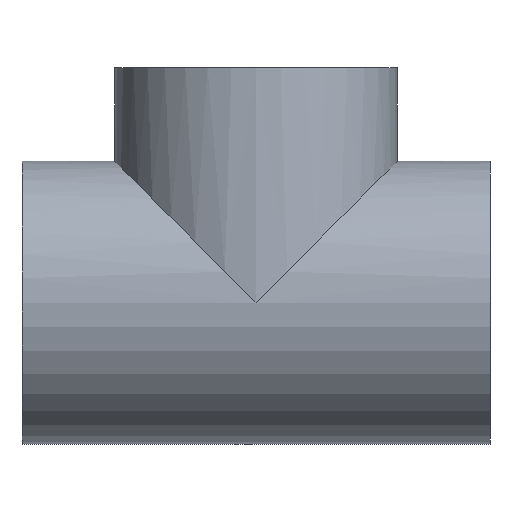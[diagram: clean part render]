
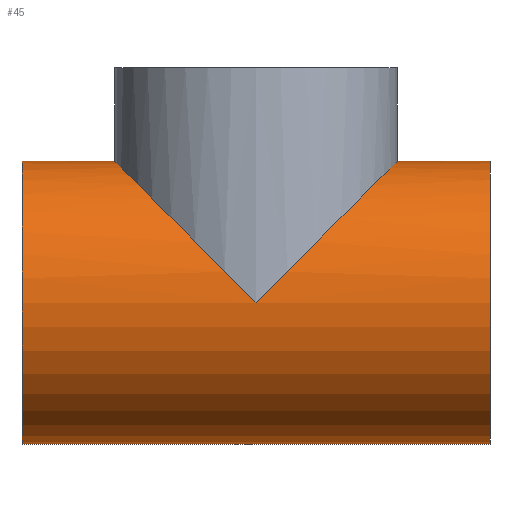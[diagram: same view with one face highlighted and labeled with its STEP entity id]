
A CAD part, front view. The second image highlights one B-rep face of the part: STEP entity #45.
In plain terms, the highlighted cylindrical face has radius 32.5 mm (diameter 65 mm), a full revolution.
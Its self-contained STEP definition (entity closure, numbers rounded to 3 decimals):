
#45 = ADVANCED_FACE( '', ( #97, #98, #99 ), #100, .T. );
#97 = FACE_OUTER_BOUND( '', #158, .T. );
#98 = FACE_OUTER_BOUND( '', #159, .T. );
#99 = FACE_BOUND( '', #160, .T. );
#100 = CYLINDRICAL_SURFACE( '', #161, 32.5 );
#158 = EDGE_LOOP( '', ( #223 ) );
#159 = EDGE_LOOP( '', ( #224 ) );
#160 = EDGE_LOOP( '', ( #225, #226 ) );
#161 = AXIS2_PLACEMENT_3D( '', #227, #228, #229 );
#223 = ORIENTED_EDGE( '', *, *, #281, .T. );
#224 = ORIENTED_EDGE( '', *, *, #288, .F. );
#225 = ORIENTED_EDGE( '', *, *, #285, .F. );
#226 = ORIENTED_EDGE( '', *, *, #284, .F. );
#227 = CARTESIAN_POINT( '', ( 24.5, 0., 0. ) );
#228 = DIRECTION( '', ( 1., 0., 0. ) );
#229 = DIRECTION( '', ( 0., 0., 1. ) );
#281 = EDGE_CURVE( '', #311, #311, #312, .T. );
#284 = EDGE_CURVE( '', #316, #317, #318, .T. );
#285 = EDGE_CURVE( '', #317, #316, #319, .F. );
#288 = EDGE_CURVE( '', #323, #323, #324, .T. );
#311 = VERTEX_POINT( '', #356 );
#312 = CIRCLE( '', #357, 32.5 );
#316 = VERTEX_POINT( '', #361 );
#317 = VERTEX_POINT( '', #362 );
#318 = ELLIPSE( '', #363, 45.962, 32.5 );
#319 = ELLIPSE( '', #364, 45.962, 32.5 );
#323 = VERTEX_POINT( '', #368 );
#324 = CIRCLE( '', #369, 32.5 );
#356 = CARTESIAN_POINT( '', ( -83., 32.5, 0. ) );
#357 = AXIS2_PLACEMENT_3D( '', #401, #402, #403 );
#361 = CARTESIAN_POINT( '', ( -29.25, -32.5, 0. ) );
#362 = CARTESIAN_POINT( '', ( -29.25, 32.5, 0. ) );
#363 = AXIS2_PLACEMENT_3D( '', #407, #408, #409 );
#364 = AXIS2_PLACEMENT_3D( '', #410, #411, #412 );
#368 = CARTESIAN_POINT( '', ( 24.5, 32.5, 0. ) );
#369 = AXIS2_PLACEMENT_3D( '', #416, #417, #418 );
#401 = CARTESIAN_POINT( '', ( -83., 0., 0. ) );
#402 = DIRECTION( '', ( 1., 0., 0. ) );
#403 = DIRECTION( '', ( 0., 1., 0. ) );
#407 = CARTESIAN_POINT( '', ( -29.25, 0., 0. ) );
#408 = DIRECTION( '', ( -0.707, 0., 0.707 ) );
#409 = DIRECTION( '', ( -0.707, 0., -0.707 ) );
#410 = CARTESIAN_POINT( '', ( -29.25, 0., 0. ) );
#411 = DIRECTION( '', ( -0.707, 0., -0.707 ) );
#412 = DIRECTION( '', ( -0.707, 0., 0.707 ) );
#416 = CARTESIAN_POINT( '', ( 24.5, 0., 0. ) );
#417 = DIRECTION( '', ( 1., 0., 0. ) );
#418 = DIRECTION( '', ( 0., 1., 0. ) );
